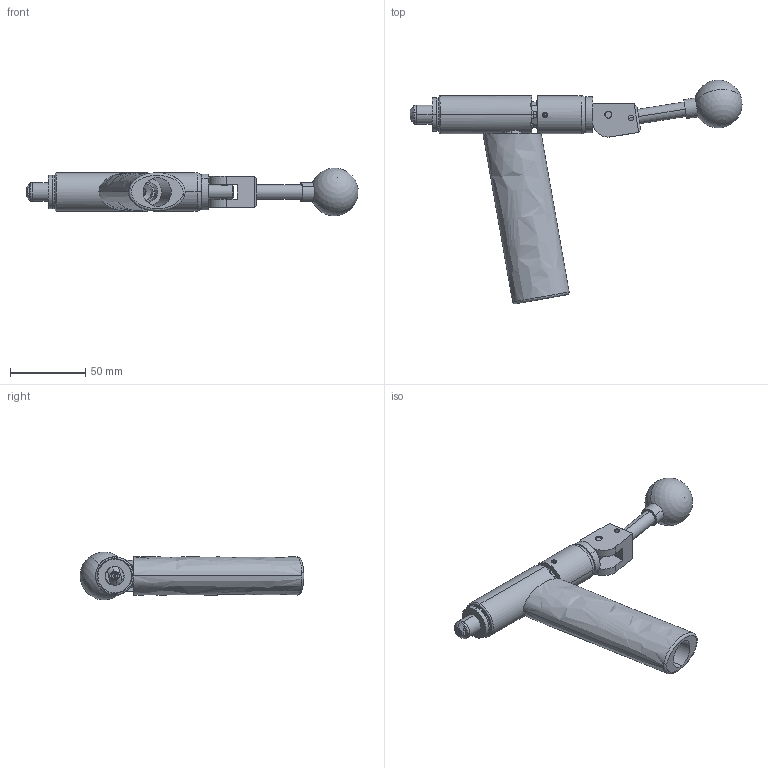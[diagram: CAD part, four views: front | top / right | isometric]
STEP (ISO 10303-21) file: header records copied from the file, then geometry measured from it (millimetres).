
FILE_DESCRIPTION (( 'STEP AP214' ), '1' );
FILE_NAME ('CTSC-003820.STEP', '2025-06-16T11:57:25', ( '' ), ( '' ), 'SwSTEP 2.0', 'SolidWorks 2023', '' );
FILE_SCHEMA (( 'AUTOMOTIVE_DESIGN' ));
Length unit declared in the file: inch
Products named in the file (1): CTSC-003820
Bounding box: 220.63 x 148.69 x 31.6 mm (x, y, z)
Volume: 153220.6 mm3; surface area: 49480.9 mm2
Topology: 10 solids, 10 shells, 310 faces, 748 edges, 477 vertices
Faces by surface type: cylinder 124, plane 117, cone 51, torus 9, bspline 7, sphere 2
Entity records: 14932 total; most frequent: CARTESIAN_POINT 3768, DIRECTION 1513, ORIENTED_EDGE 1482, EDGE_CURVE 741, AXIS2_PLACEMENT_3D 599, VERTEX_POINT 474, EDGE_LOOP 355, VECTOR 315
